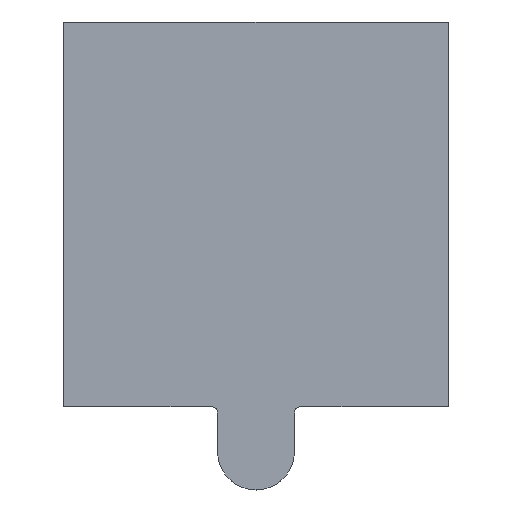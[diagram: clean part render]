
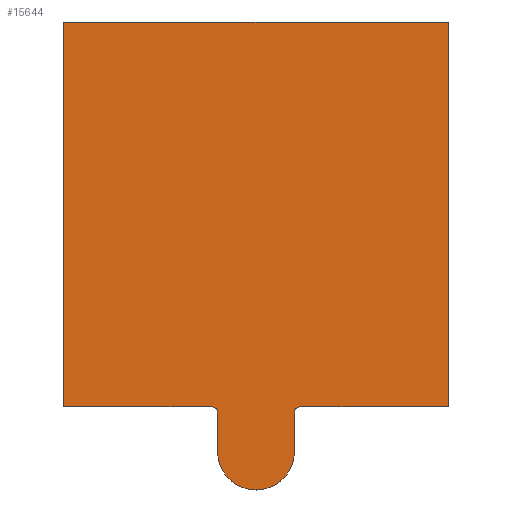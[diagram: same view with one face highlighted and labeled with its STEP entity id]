
A CAD part, top view. The second image highlights one B-rep face of the part: STEP entity #15644.
In plain terms, the highlighted planar face has unit normal (0, 0, 1).
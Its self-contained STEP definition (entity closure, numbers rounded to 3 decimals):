
#64 = VECTOR ( 'NONE', #18595, 1000. ) ;
#863 = CARTESIAN_POINT ( 'NONE',  ( 3., -16., 0.15 ) ) ;
#996 = AXIS2_PLACEMENT_3D ( 'NONE', #8128, #3497, #14359 ) ;
#1571 = VERTEX_POINT ( 'NONE', #7804 ) ;
#2312 = CARTESIAN_POINT ( 'NONE',  ( 3., -12.5, 0.15 ) ) ;
#2670 = AXIS2_PLACEMENT_3D ( 'NONE', #11032, #10732, #17297 ) ;
#2775 = CARTESIAN_POINT ( 'NONE',  ( 15., 17.5, 0.15 ) ) ;
#2798 = CARTESIAN_POINT ( 'NONE',  ( -15., -12.5, 0.15 ) ) ;
#3399 = CIRCLE ( 'NONE', #18194, 3. ) ;
#3497 = DIRECTION ( 'NONE',  ( 0., 0., -1. ) ) ;
#3542 = VERTEX_POINT ( 'NONE', #10586 ) ;
#3620 = CARTESIAN_POINT ( 'NONE',  ( -3., -12.5, 0.15 ) ) ;
#3625 = CARTESIAN_POINT ( 'NONE',  ( 3., -13., 0.15 ) ) ;
#3696 = ORIENTED_EDGE ( 'NONE', *, *, #13407, .T. ) ;
#3769 = CARTESIAN_POINT ( 'NONE',  ( -15., -12.5, 0.15 ) ) ;
#4179 = DIRECTION ( 'NONE',  ( 0., 0., -1. ) ) ;
#4360 = VERTEX_POINT ( 'NONE', #2798 ) ;
#4442 = EDGE_CURVE ( 'NONE', #1571, #4360, #16262, .T. ) ;
#4451 = CARTESIAN_POINT ( 'NONE',  ( -3., -16., 0.15 ) ) ;
#4714 = CARTESIAN_POINT ( 'NONE',  ( 15., 17.5, 0.15 ) ) ;
#4735 = ORIENTED_EDGE ( 'NONE', *, *, #8888, .F. ) ;
#5547 = DIRECTION ( 'NONE',  ( 0., -1., 0. ) ) ;
#5616 = LINE ( 'NONE', #12154, #7308 ) ;
#5992 = CIRCLE ( 'NONE', #10881, 0.5 ) ;
#6397 = CARTESIAN_POINT ( 'NONE',  ( -3., -16., 0.15 ) ) ;
#6547 = EDGE_CURVE ( 'NONE', #19878, #3542, #7527, .T. ) ;
#7308 = VECTOR ( 'NONE', #18140, 1000. ) ;
#7527 = LINE ( 'NONE', #2775, #11889 ) ;
#7749 = ORIENTED_EDGE ( 'NONE', *, *, #12663, .F. ) ;
#7804 = CARTESIAN_POINT ( 'NONE',  ( -3.5, -12.5, 0.15 ) ) ;
#8128 = CARTESIAN_POINT ( 'NONE',  ( 3.5, -13., 0.15 ) ) ;
#8193 = VECTOR ( 'NONE', #15883, 1000. ) ;
#8545 = CARTESIAN_POINT ( 'NONE',  ( 3.5, -12.5, 0.15 ) ) ;
#8818 = EDGE_CURVE ( 'NONE', #10867, #19698, #16892, .T. ) ;
#8888 = EDGE_CURVE ( 'NONE', #3542, #19199, #20221, .T. ) ;
#9024 = CARTESIAN_POINT ( 'NONE',  ( -3.5, -13., 0.15 ) ) ;
#9300 = ORIENTED_EDGE ( 'NONE', *, *, #15440, .T. ) ;
#9723 = VERTEX_POINT ( 'NONE', #12484 ) ;
#9841 = LINE ( 'NONE', #3769, #8193 ) ;
#10304 = VECTOR ( 'NONE', #17254, 1000. ) ;
#10378 = LINE ( 'NONE', #2312, #12432 ) ;
#10449 = DIRECTION ( 'NONE',  ( -1., 0., 0. ) ) ;
#10586 = CARTESIAN_POINT ( 'NONE',  ( 15., -12.5, 0.15 ) ) ;
#10732 = DIRECTION ( 'NONE',  ( 0., 0., -1. ) ) ;
#10867 = VERTEX_POINT ( 'NONE', #6397 ) ;
#10881 = AXIS2_PLACEMENT_3D ( 'NONE', #9024, #4179, #10449 ) ;
#11032 = CARTESIAN_POINT ( 'NONE',  ( 0., 0., 0.15 ) ) ;
#11120 = VECTOR ( 'NONE', #17907, 1000. ) ;
#11518 = CARTESIAN_POINT ( 'NONE',  ( -3., -13., 0.15 ) ) ;
#11889 = VECTOR ( 'NONE', #18003, 1000. ) ;
#12154 = CARTESIAN_POINT ( 'NONE',  ( -15., 17.5, 0.15 ) ) ;
#12432 = VECTOR ( 'NONE', #5547, 1000. ) ;
#12484 = CARTESIAN_POINT ( 'NONE',  ( -15., 17.5, 0.15 ) ) ;
#12663 = EDGE_CURVE ( 'NONE', #13998, #17664, #10378, .T. ) ;
#13407 = EDGE_CURVE ( 'NONE', #13998, #19199, #20044, .T. ) ;
#13727 = ORIENTED_EDGE ( 'NONE', *, *, #16995, .T. ) ;
#13998 = VERTEX_POINT ( 'NONE', #3625 ) ;
#14022 = DIRECTION ( 'NONE',  ( 0., 0., 1. ) ) ;
#14359 = DIRECTION ( 'NONE',  ( -1., 0., 0. ) ) ;
#14509 = ORIENTED_EDGE ( 'NONE', *, *, #6547, .F. ) ;
#14843 = ORIENTED_EDGE ( 'NONE', *, *, #15746, .F. ) ;
#15364 = EDGE_LOOP ( 'NONE', ( #7749, #3696, #4735, #14509, #14843, #17284, #19474, #9300, #17772, #13727 ) ) ;
#15440 = EDGE_CURVE ( 'NONE', #1571, #19698, #5992, .T. ) ;
#15548 = FACE_OUTER_BOUND ( 'NONE', #15364, .T. ) ;
#15644 = ADVANCED_FACE ( 'NONE', ( #15548 ), #18553, .F. ) ;
#15746 = EDGE_CURVE ( 'NONE', #9723, #19878, #5616, .T. ) ;
#15883 = DIRECTION ( 'NONE',  ( 0., 1., 0. ) ) ;
#16262 = LINE ( 'NONE', #3620, #11120 ) ;
#16842 = CARTESIAN_POINT ( 'NONE',  ( 0., -16., 0.15 ) ) ;
#16892 = LINE ( 'NONE', #4451, #10304 ) ;
#16995 = EDGE_CURVE ( 'NONE', #10867, #17664, #3399, .T. ) ;
#17141 = CARTESIAN_POINT ( 'NONE',  ( 15., -12.5, 0.15 ) ) ;
#17254 = DIRECTION ( 'NONE',  ( 0., 1., 0. ) ) ;
#17284 = ORIENTED_EDGE ( 'NONE', *, *, #20322, .F. ) ;
#17297 = DIRECTION ( 'NONE',  ( -1., 0., 0. ) ) ;
#17664 = VERTEX_POINT ( 'NONE', #863 ) ;
#17772 = ORIENTED_EDGE ( 'NONE', *, *, #8818, .F. ) ;
#17907 = DIRECTION ( 'NONE',  ( -1., 0., 0. ) ) ;
#18003 = DIRECTION ( 'NONE',  ( 0., -1., 0. ) ) ;
#18140 = DIRECTION ( 'NONE',  ( 1., 0., 0. ) ) ;
#18194 = AXIS2_PLACEMENT_3D ( 'NONE', #16842, #14022, #20304 ) ;
#18553 = PLANE ( 'NONE',  #2670 ) ;
#18595 = DIRECTION ( 'NONE',  ( -1., 0., 0. ) ) ;
#19199 = VERTEX_POINT ( 'NONE', #8545 ) ;
#19474 = ORIENTED_EDGE ( 'NONE', *, *, #4442, .F. ) ;
#19698 = VERTEX_POINT ( 'NONE', #11518 ) ;
#19878 = VERTEX_POINT ( 'NONE', #4714 ) ;
#20044 = CIRCLE ( 'NONE', #996, 0.5 ) ;
#20221 = LINE ( 'NONE', #17141, #64 ) ;
#20304 = DIRECTION ( 'NONE',  ( -1., 0., 0. ) ) ;
#20322 = EDGE_CURVE ( 'NONE', #4360, #9723, #9841, .T. ) ;
